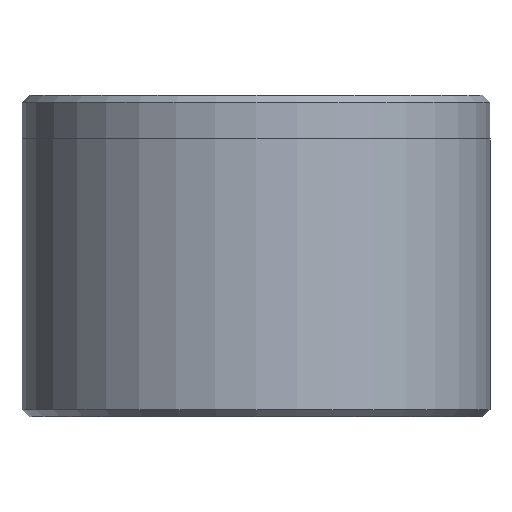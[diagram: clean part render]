
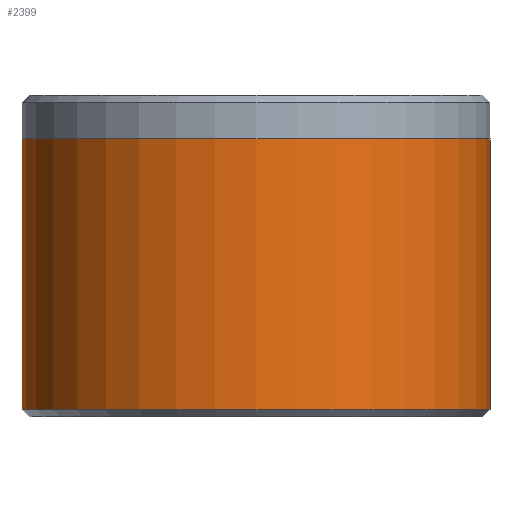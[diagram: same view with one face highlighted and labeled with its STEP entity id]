
A CAD part, front view. The second image highlights one B-rep face of the part: STEP entity #2399.
In plain terms, the highlighted cylindrical face has radius 16 mm (diameter 32 mm), a partial arc.
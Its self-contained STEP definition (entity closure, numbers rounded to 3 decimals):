
#9 = DIRECTION ( 'NONE',  ( 0., 0., 1. ) ) ;
#55 = AXIS2_PLACEMENT_3D ( 'NONE', #674, #872, #1872 ) ;
#70 = VERTEX_POINT ( 'NONE', #2338 ) ;
#116 = EDGE_CURVE ( 'NONE', #805, #691, #2004, .T. ) ;
#160 = VERTEX_POINT ( 'NONE', #1958 ) ;
#280 = AXIS2_PLACEMENT_3D ( 'NONE', #1649, #1646, #1642 ) ;
#488 = EDGE_CURVE ( 'NONE', #70, #160, #1768, .T. ) ;
#572 = AXIS2_PLACEMENT_3D ( 'NONE', #2260, #9, #1994 ) ;
#674 = CARTESIAN_POINT ( 'NONE',  ( 0., 0., 22. ) ) ;
#691 = VERTEX_POINT ( 'NONE', #968 ) ;
#801 = CARTESIAN_POINT ( 'NONE',  ( -16., 0., 22. ) ) ;
#805 = VERTEX_POINT ( 'NONE', #838 ) ;
#838 = CARTESIAN_POINT ( 'NONE',  ( -16., 0., 19. ) ) ;
#872 = DIRECTION ( 'NONE',  ( 0., 0., -1. ) ) ;
#875 = ORIENTED_EDGE ( 'NONE', *, *, #488, .T. ) ;
#928 = FACE_OUTER_BOUND ( 'NONE', #1651, .T. ) ;
#968 = CARTESIAN_POINT ( 'NONE',  ( 16., 0., 19. ) ) ;
#1052 = ORIENTED_EDGE ( 'NONE', *, *, #2241, .T. ) ;
#1106 = LINE ( 'NONE', #1856, #2463 ) ;
#1247 = DIRECTION ( 'NONE',  ( 0., 0., -1. ) ) ;
#1337 = ORIENTED_EDGE ( 'NONE', *, *, #1730, .F. ) ;
#1407 = CYLINDRICAL_SURFACE ( 'NONE', #55, 16. ) ;
#1642 = DIRECTION ( 'NONE',  ( 1., 0., 0. ) ) ;
#1646 = DIRECTION ( 'NONE',  ( 0., 0., 1. ) ) ;
#1649 = CARTESIAN_POINT ( 'NONE',  ( 0., 0., 0.5 ) ) ;
#1651 = EDGE_LOOP ( 'NONE', ( #1337, #1709, #1052, #875 ) ) ;
#1709 = ORIENTED_EDGE ( 'NONE', *, *, #116, .F. ) ;
#1730 = EDGE_CURVE ( 'NONE', #691, #160, #1106, .T. ) ;
#1768 = CIRCLE ( 'NONE', #280, 16. ) ;
#1856 = CARTESIAN_POINT ( 'NONE',  ( 16., 0., 22. ) ) ;
#1872 = DIRECTION ( 'NONE',  ( -1., 0., 0. ) ) ;
#1943 = LINE ( 'NONE', #801, #1998 ) ;
#1958 = CARTESIAN_POINT ( 'NONE',  ( 16., 0., 0.5 ) ) ;
#1994 = DIRECTION ( 'NONE',  ( 1., 0., 0. ) ) ;
#1998 = VECTOR ( 'NONE', #2175, 1000. ) ;
#2004 = CIRCLE ( 'NONE', #572, 16. ) ;
#2175 = DIRECTION ( 'NONE',  ( 0., 0., -1. ) ) ;
#2241 = EDGE_CURVE ( 'NONE', #805, #70, #1943, .T. ) ;
#2260 = CARTESIAN_POINT ( 'NONE',  ( 0., 0., 19. ) ) ;
#2338 = CARTESIAN_POINT ( 'NONE',  ( -16., 0., 0.5 ) ) ;
#2399 = ADVANCED_FACE ( 'NONE', ( #928 ), #1407, .T. ) ;
#2463 = VECTOR ( 'NONE', #1247, 1000. ) ;
